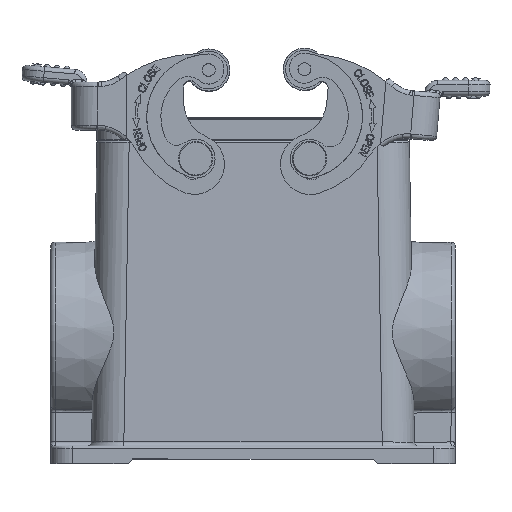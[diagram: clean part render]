
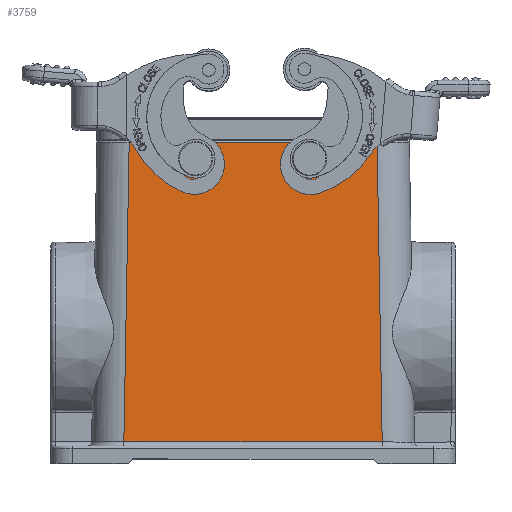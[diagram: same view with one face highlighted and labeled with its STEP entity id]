
A CAD part, top view. The second image highlights one B-rep face of the part: STEP entity #3759.
In plain terms, the highlighted planar face has unit normal (0, 0.018, 1).
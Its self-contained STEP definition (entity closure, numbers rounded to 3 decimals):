
#678=FACE_BOUND('',#7159,.T.);
#679=FACE_BOUND('',#7160,.T.);
#680=FACE_BOUND('',#7161,.T.);
#2468=B_SPLINE_CURVE_WITH_KNOTS('',3,(#40165,#40166,#40167,#40168),
 .UNSPECIFIED.,.F.,.F.,(4,4),(0.,1.),.UNSPECIFIED.);
#3759=ADVANCED_FACE('',(#678,#679,#680),#4545,.T.);
#4545=PLANE('',#24923);
#7159=EDGE_LOOP('',(#16360,#16361,#16362,#16363,#16364));
#7160=EDGE_LOOP('',(#16365));
#7161=EDGE_LOOP('',(#16366,#16367,#16368,#16369));
#7961=LINE('',#34506,#9792);
#8735=LINE('',#40159,#10605);
#8736=LINE('',#40170,#10606);
#8748=LINE('',#40318,#10618);
#8979=LINE('',#42143,#10849);
#8980=LINE('',#42145,#10850);
#9792=VECTOR('',#26848,1.);
#10605=VECTOR('',#29446,1.);
#10606=VECTOR('',#29451,1.);
#10618=VECTOR('',#29539,1.);
#10849=VECTOR('',#30518,1.);
#10850=VECTOR('',#30521,1.);
#16360=ORIENTED_EDGE('',*,*,#21978,.F.);
#16361=ORIENTED_EDGE('',*,*,#21987,.T.);
#16362=ORIENTED_EDGE('',*,*,#21986,.T.);
#16363=ORIENTED_EDGE('',*,*,#21988,.T.);
#16364=ORIENTED_EDGE('',*,*,#21983,.T.);
#16365=ORIENTED_EDGE('',*,*,#20595,.F.);
#16366=ORIENTED_EDGE('',*,*,#22025,.T.);
#16367=ORIENTED_EDGE('',*,*,#22502,.F.);
#16368=ORIENTED_EDGE('',*,*,#20602,.T.);
#16369=ORIENTED_EDGE('',*,*,#22501,.F.);
#18210=VERTEX_POINT('',#34474);
#18214=VERTEX_POINT('',#34482);
#18216=VERTEX_POINT('',#34505);
#19131=VERTEX_POINT('',#40145);
#19132=VERTEX_POINT('',#40146);
#19137=VERTEX_POINT('',#40160);
#19139=VERTEX_POINT('',#40164);
#19140=VERTEX_POINT('',#40169);
#19154=VERTEX_POINT('',#40210);
#19166=VERTEX_POINT('',#40297);
#20595=EDGE_CURVE('',#18210,#18210,#22995,.T.);
#20602=EDGE_CURVE('',#18214,#18216,#7961,.T.);
#21978=EDGE_CURVE('',#19131,#19132,#23015,.T.);
#21983=EDGE_CURVE('',#19137,#19132,#8735,.T.);
#21986=EDGE_CURVE('',#19140,#19139,#2468,.T.);
#21987=EDGE_CURVE('',#19131,#19140,#8736,.T.);
#21988=EDGE_CURVE('',#19139,#19137,#23016,.T.);
#22025=EDGE_CURVE('',#19166,#19154,#8748,.T.);
#22501=EDGE_CURVE('',#19166,#18216,#8979,.T.);
#22502=EDGE_CURVE('',#18214,#19154,#8980,.T.);
#22995=ELLIPSE('',#23609,2.324,2.324);
#23015=ELLIPSE('',#24499,2.275,2.274);
#23016=ELLIPSE('',#24511,1.475,1.475);
#23609=AXIS2_PLACEMENT_3D('',#34473,#26833,#26834);
#24499=AXIS2_PLACEMENT_3D('',#40144,#29428,#29429);
#24511=AXIS2_PLACEMENT_3D('',#40172,#29454,#29455);
#24923=AXIS2_PLACEMENT_3D('',#42146,#30522,#30523);
#26833=DIRECTION('',(0.,0.017,1.));
#26834=DIRECTION('',(0.,-1.,0.017));
#26848=DIRECTION('',(1.,0.,0.));
#29428=DIRECTION('',(0.,0.017,1.));
#29429=DIRECTION('',(0.,-1.,0.017));
#29446=DIRECTION('',(1.,0.,0.));
#29451=DIRECTION('',(1.,0.,0.));
#29454=DIRECTION('',(0.,-0.017,-1.));
#29455=DIRECTION('',(0.,1.,-0.017));
#29539=DIRECTION('',(-1.,0.,0.));
#30518=DIRECTION('',(0.017,-1.,0.017));
#30521=DIRECTION('',(0.018,1.,-0.017));
#30522=DIRECTION('',(0.,0.017,1.));
#30523=DIRECTION('',(0.,-1.,0.017));
#34473=CARTESIAN_POINT('',(33.664,47.973,49.823));
#34474=CARTESIAN_POINT('',(33.664,45.649,49.864));
#34482=CARTESIAN_POINT('',(16.964,-17.796,50.971));
#34505=CARTESIAN_POINT('',(77.01,-17.815,50.971));
#34506=CARTESIAN_POINT('',(46.987,-17.805,50.971));
#40144=CARTESIAN_POINT('',(60.164,47.974,49.823));
#40145=CARTESIAN_POINT('',(58.384,49.389,49.798));
#40146=CARTESIAN_POINT('',(61.946,49.388,49.798));
#40159=CARTESIAN_POINT('',(60.777,49.388,49.798));
#40160=CARTESIAN_POINT('',(60.777,49.388,49.798));
#40164=CARTESIAN_POINT('',(60.304,49.482,49.798));
#40165=CARTESIAN_POINT('',(59.631,49.389,49.798));
#40166=CARTESIAN_POINT('',(59.848,49.472,49.797));
#40167=CARTESIAN_POINT('',(60.072,49.503,49.796));
#40168=CARTESIAN_POINT('',(60.304,49.482,49.797));
#40169=CARTESIAN_POINT('',(59.631,49.389,49.798));
#40170=CARTESIAN_POINT('',(58.384,49.389,49.798));
#40172=CARTESIAN_POINT('',(60.258,48.008,49.823));
#40210=CARTESIAN_POINT('',(18.199,51.73,49.758));
#40297=CARTESIAN_POINT('',(75.819,51.712,49.758));
#40318=CARTESIAN_POINT('',(47.009,51.721,49.758));
#42143=CARTESIAN_POINT('',(76.406,17.462,50.356));
#42145=CARTESIAN_POINT('',(17.591,17.48,50.356));
#42146=CARTESIAN_POINT('',(46.998,16.958,50.365));
